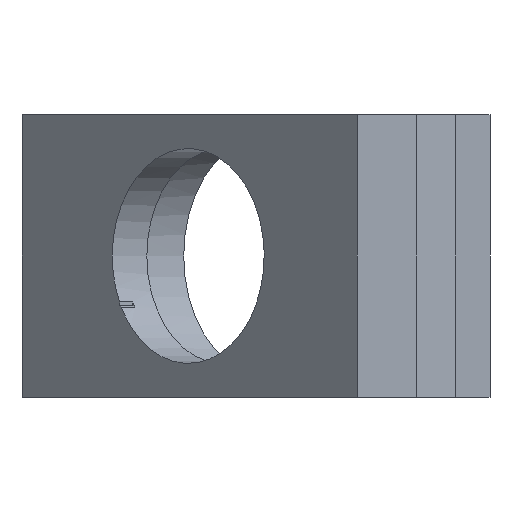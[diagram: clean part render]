
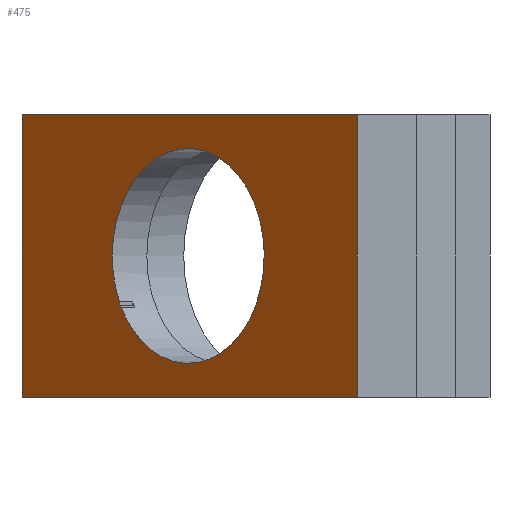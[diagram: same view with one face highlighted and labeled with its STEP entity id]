
A CAD part, front view. The second image highlights one B-rep face of the part: STEP entity #475.
In plain terms, the highlighted planar face has unit normal (-0.707, -0.707, 0).
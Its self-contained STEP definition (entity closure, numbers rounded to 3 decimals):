
#15=ELLIPSE('',#520,11.428,11.428);
#17=ELLIPSE('',#522,11.428,11.428);
#44=FACE_BOUND('',#83,.T.);
#58=FACE_OUTER_BOUND('',#82,.T.);
#82=EDGE_LOOP('',(#362,#363,#364,#365));
#83=EDGE_LOOP('',(#366,#367,#368,#369));
#111=LINE('',#689,#164);
#125=LINE('',#780,#178);
#128=LINE('',#786,#181);
#129=LINE('',#788,#182);
#130=LINE('',#789,#183);
#131=LINE('',#790,#184);
#164=VECTOR('',#562,10.);
#178=VECTOR('',#596,10.);
#181=VECTOR('',#601,10.);
#182=VECTOR('',#602,10.);
#183=VECTOR('',#603,10.);
#184=VECTOR('',#604,10.);
#217=VERTEX_POINT('',#686);
#218=VERTEX_POINT('',#688);
#232=VERTEX_POINT('',#764);
#233=VERTEX_POINT('',#766);
#236=VERTEX_POINT('',#772);
#237=VERTEX_POINT('',#779);
#239=VERTEX_POINT('',#785);
#240=VERTEX_POINT('',#787);
#262=EDGE_CURVE('',#218,#217,#111,.T.);
#280=EDGE_CURVE('',#233,#232,#15,.T.);
#284=EDGE_CURVE('',#232,#236,#17,.T.);
#286=EDGE_CURVE('',#237,#233,#125,.T.);
#289=EDGE_CURVE('',#217,#239,#128,.T.);
#290=EDGE_CURVE('',#240,#239,#129,.T.);
#291=EDGE_CURVE('',#218,#240,#130,.T.);
#292=EDGE_CURVE('',#236,#237,#131,.T.);
#362=ORIENTED_EDGE('',*,*,#262,.T.);
#363=ORIENTED_EDGE('',*,*,#289,.T.);
#364=ORIENTED_EDGE('',*,*,#290,.F.);
#365=ORIENTED_EDGE('',*,*,#291,.F.);
#366=ORIENTED_EDGE('',*,*,#280,.T.);
#367=ORIENTED_EDGE('',*,*,#284,.T.);
#368=ORIENTED_EDGE('',*,*,#292,.T.);
#369=ORIENTED_EDGE('',*,*,#286,.T.);
#453=PLANE('',#525);
#475=ADVANCED_FACE('',(#58,#44),#453,.T.);
#520=AXIS2_PLACEMENT_3D('',#767,#585,#586);
#522=AXIS2_PLACEMENT_3D('',#776,#590,#591);
#525=AXIS2_PLACEMENT_3D('',#784,#599,#600);
#562=DIRECTION('',(0.707,-0.707,0.));
#585=DIRECTION('center_axis',(0.707,0.707,0.));
#586=DIRECTION('ref_axis',(0.707,-0.707,0.));
#590=DIRECTION('center_axis',(0.707,0.707,0.));
#591=DIRECTION('ref_axis',(0.707,-0.707,0.));
#596=DIRECTION('',(0.,0.,1.));
#599=DIRECTION('center_axis',(-0.707,-0.707,0.));
#600=DIRECTION('ref_axis',(0.707,-0.707,0.));
#601=DIRECTION('',(0.,0.,1.));
#602=DIRECTION('',(0.707,-0.707,0.));
#603=DIRECTION('',(0.,0.,1.));
#604=DIRECTION('',(-0.612,0.612,0.5));
#686=CARTESIAN_POINT('',(10.631,-25.003,0.));
#688=CARTESIAN_POINT('',(-25.003,10.631,0.));
#689=CARTESIAN_POINT('',(-25.003,10.631,0.));
#764=CARTESIAN_POINT('',(-15.402,1.03,15.));
#766=CARTESIAN_POINT('',(-14.627,0.255,10.117));
#767=CARTESIAN_POINT('Origin',(-7.321,-7.051,15.));
#772=CARTESIAN_POINT('',(-14.424,0.052,9.55));
#776=CARTESIAN_POINT('Origin',(-7.321,-7.051,15.));
#779=CARTESIAN_POINT('',(-14.627,0.255,9.716));
#780=CARTESIAN_POINT('',(-14.627,0.255,4.858));
#784=CARTESIAN_POINT('Origin',(-25.003,10.631,0.));
#785=CARTESIAN_POINT('',(10.631,-25.003,30.));
#786=CARTESIAN_POINT('',(10.631,-25.003,0.));
#787=CARTESIAN_POINT('',(-25.003,10.631,30.));
#788=CARTESIAN_POINT('',(-25.003,10.631,30.));
#789=CARTESIAN_POINT('',(-25.003,10.631,0.));
#790=CARTESIAN_POINT('',(-13.969,-0.403,9.178));
